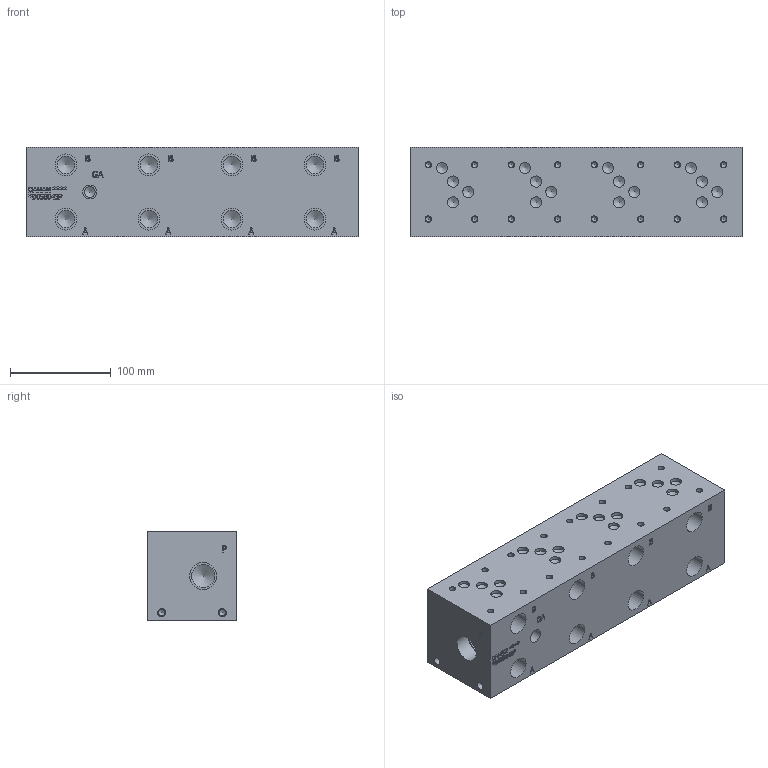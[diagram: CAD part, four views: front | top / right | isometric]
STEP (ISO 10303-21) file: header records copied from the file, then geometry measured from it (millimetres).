
FILE_DESCRIPTION(/* description */ (''),/* implementation_level */ '2;1');
FILE_NAME(/* name */ 'D05S043P.D02127R3_3D.stp',/* time_stamp */ '2021-11-01T08:28:51-04:00',/* author */ ('johnch'),/* organization */ (''),/* preprocessor_version */ 'ST-DEVELOPER v18',/* originating_system */ 'Autodesk Inventor 2020',/* authorisation */ '');
FILE_SCHEMA (('AUTOMOTIVE_DESIGN { 1 0 10303 214 3 1 1 }'));
Length unit declared in the file: millimetre
Products named in the file (1): Part_AD05S043P.D02127R3_3D
Bounding box: 330.2 x 88.9 x 88.9 mm (x, y, z)
Volume: 2517407.2 mm3; surface area: 156325.3 mm2
Topology: 1 solids, 1 shells, 694 faces, 1905 edges, 1296 vertices
Faces by surface type: plane 395, bspline 174, cylinder 78, cone 47
Full cylindrical faces by diameter (mm): 5.105 x16, 6.35 x16, 6.528 x4, 7.925 x4, 10.719 x1, 11.125 x16, 13.868 x1, 17.475 x8, 21.59 x8, 23.012 x2, 26.924 x2
Entity records: 23297 total; most frequent: CARTESIAN_POINT 6111, ORIENTED_EDGE 3716, DIRECTION 2833, EDGE_CURVE 1858, VERTEX_POINT 1296, LINE 1229, VECTOR 1229, EDGE_LOOP 824
